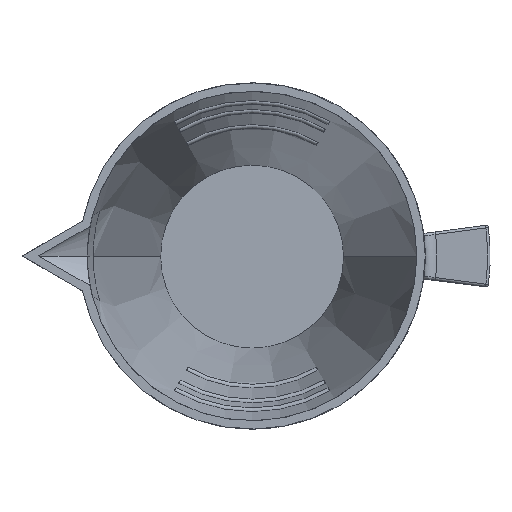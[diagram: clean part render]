
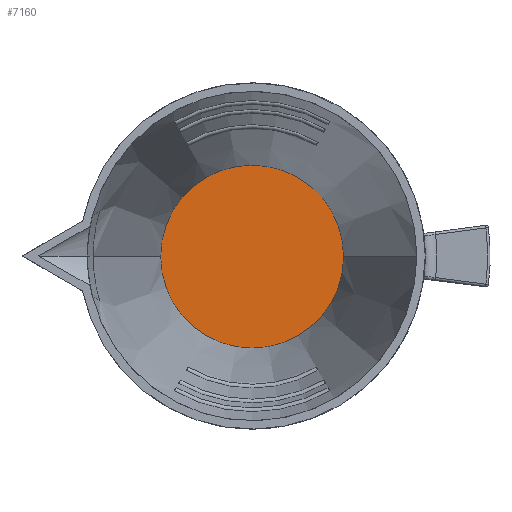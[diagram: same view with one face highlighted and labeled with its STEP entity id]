
A CAD part, top view. The second image highlights one B-rep face of the part: STEP entity #7160.
In plain terms, the highlighted planar face has unit normal (0, 0, 1).
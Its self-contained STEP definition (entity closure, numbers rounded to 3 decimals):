
#4433 = CONICAL_SURFACE('',#4434,63.,0.215);
#4434 = AXIS2_PLACEMENT_3D('',#4435,#4436,#4437);
#4435 = CARTESIAN_POINT('',(0.,0.,131.2));
#4436 = DIRECTION('',(0.,0.,1.));
#4437 = DIRECTION('',(1.,0.,0.));
#4486 = CONICAL_SURFACE('',#4487,63.,0.215);
#4487 = AXIS2_PLACEMENT_3D('',#4488,#4489,#4490);
#4488 = CARTESIAN_POINT('',(0.,0.,131.2));
#4489 = DIRECTION('',(0.,0.,1.));
#4490 = DIRECTION('',(1.,0.,0.));
#6136 = VERTEX_POINT('',#6137);
#6137 = CARTESIAN_POINT('',(35.,0.,3.2));
#6158 = EDGE_CURVE('',#6159,#6136,#6161,.T.);
#6159 = VERTEX_POINT('',#6160);
#6160 = CARTESIAN_POINT('',(-35.,0.,3.2));
#6161 = SURFACE_CURVE('',#6162,(#6167,#6174),.PCURVE_S1.);
#6162 = CIRCLE('',#6163,35.);
#6163 = AXIS2_PLACEMENT_3D('',#6164,#6165,#6166);
#6164 = CARTESIAN_POINT('',(0.,0.,3.2));
#6165 = DIRECTION('',(0.,0.,-1.));
#6166 = DIRECTION('',(1.,0.,0.));
#6167 = PCURVE('',#4486,#6168);
#6168 = DEFINITIONAL_REPRESENTATION('',(#6169),#6173);
#6169 = LINE('',#6170,#6171);
#6170 = CARTESIAN_POINT('',(-0.,-128.));
#6171 = VECTOR('',#6172,1.);
#6172 = DIRECTION('',(-1.,-0.));
#6173 = ( GEOMETRIC_REPRESENTATION_CONTEXT(2) 
PARAMETRIC_REPRESENTATION_CONTEXT() REPRESENTATION_CONTEXT('2D SPACE',''
  ) );
#6174 = PCURVE('',#6175,#6180);
#6175 = PLANE('',#6176);
#6176 = AXIS2_PLACEMENT_3D('',#6177,#6178,#6179);
#6177 = CARTESIAN_POINT('',(0.,0.,3.2));
#6178 = DIRECTION('',(0.,0.,-1.));
#6179 = DIRECTION('',(1.,0.,0.));
#6180 = DEFINITIONAL_REPRESENTATION('',(#6181),#6185);
#6181 = CIRCLE('',#6182,35.);
#6182 = AXIS2_PLACEMENT_2D('',#6183,#6184);
#6183 = CARTESIAN_POINT('',(0.,0.));
#6184 = DIRECTION('',(1.,0.));
#6185 = ( GEOMETRIC_REPRESENTATION_CONTEXT(2) 
PARAMETRIC_REPRESENTATION_CONTEXT() REPRESENTATION_CONTEXT('2D SPACE',''
  ) );
#6602 = EDGE_CURVE('',#6136,#6159,#6603,.T.);
#6603 = SURFACE_CURVE('',#6604,(#6609,#6616),.PCURVE_S1.);
#6604 = CIRCLE('',#6605,35.);
#6605 = AXIS2_PLACEMENT_3D('',#6606,#6607,#6608);
#6606 = CARTESIAN_POINT('',(0.,0.,3.2));
#6607 = DIRECTION('',(0.,0.,-1.));
#6608 = DIRECTION('',(1.,0.,0.));
#6609 = PCURVE('',#4433,#6610);
#6610 = DEFINITIONAL_REPRESENTATION('',(#6611),#6615);
#6611 = LINE('',#6612,#6613);
#6612 = CARTESIAN_POINT('',(-0.,-128.));
#6613 = VECTOR('',#6614,1.);
#6614 = DIRECTION('',(-1.,-0.));
#6615 = ( GEOMETRIC_REPRESENTATION_CONTEXT(2) 
PARAMETRIC_REPRESENTATION_CONTEXT() REPRESENTATION_CONTEXT('2D SPACE',''
  ) );
#6616 = PCURVE('',#6175,#6617);
#6617 = DEFINITIONAL_REPRESENTATION('',(#6618),#6622);
#6618 = CIRCLE('',#6619,35.);
#6619 = AXIS2_PLACEMENT_2D('',#6620,#6621);
#6620 = CARTESIAN_POINT('',(0.,0.));
#6621 = DIRECTION('',(1.,0.));
#6622 = ( GEOMETRIC_REPRESENTATION_CONTEXT(2) 
PARAMETRIC_REPRESENTATION_CONTEXT() REPRESENTATION_CONTEXT('2D SPACE',''
  ) );
#7160 = ADVANCED_FACE('',(#7161),#6175,.F.);
#7161 = FACE_BOUND('',#7162,.F.);
#7162 = EDGE_LOOP('',(#7163,#7164));
#7163 = ORIENTED_EDGE('',*,*,#6602,.T.);
#7164 = ORIENTED_EDGE('',*,*,#6158,.T.);
